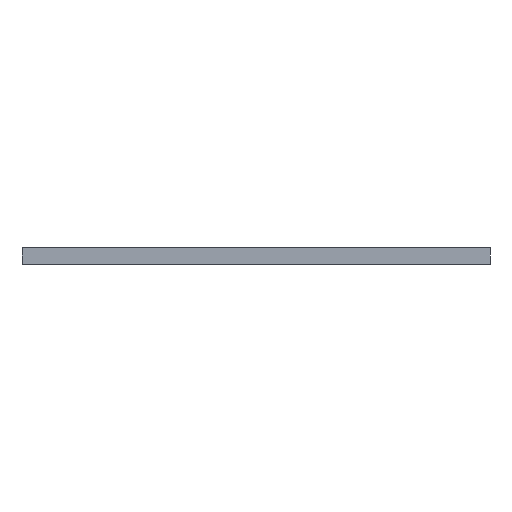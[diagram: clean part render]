
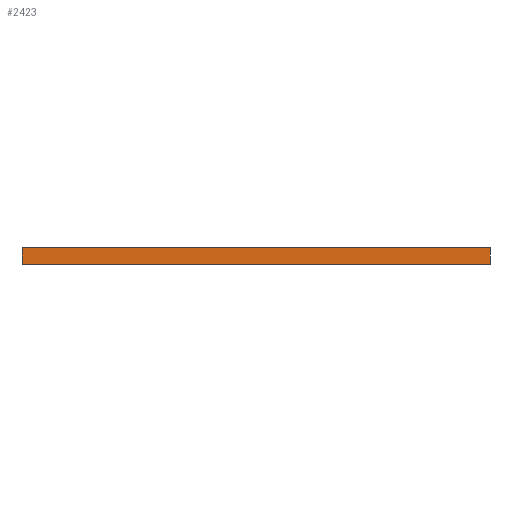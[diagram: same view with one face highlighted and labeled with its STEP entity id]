
A CAD part, left-side view. The second image highlights one B-rep face of the part: STEP entity #2423.
In plain terms, the highlighted planar face has unit normal (-1, 0, 0).
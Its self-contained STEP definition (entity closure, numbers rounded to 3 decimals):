
#176 = VECTOR ( 'NONE', #942, 1000. ) ;
#187 = ORIENTED_EDGE ( 'NONE', *, *, #2056, .F. ) ;
#194 = DIRECTION ( 'NONE',  ( 0., -1., 0. ) ) ;
#220 = FACE_OUTER_BOUND ( 'NONE', #3161, .T. ) ;
#509 = CARTESIAN_POINT ( 'NONE',  ( -92.5, -21.5, 1.5 ) ) ;
#546 = VECTOR ( 'NONE', #609, 1000. ) ;
#549 = DIRECTION ( 'NONE',  ( 0., 0., -1. ) ) ;
#580 = AXIS2_PLACEMENT_3D ( 'NONE', #2267, #2279, #742 ) ;
#609 = DIRECTION ( 'NONE',  ( 0., 0., -1. ) ) ;
#629 = EDGE_CURVE ( 'NONE', #1439, #2840, #855, .T. ) ;
#742 = DIRECTION ( 'NONE',  ( 0., 1., 0. ) ) ;
#855 = LINE ( 'NONE', #2724, #176 ) ;
#874 = LINE ( 'NONE', #2089, #2993 ) ;
#942 = DIRECTION ( 'NONE',  ( 0., -1., 0. ) ) ;
#1086 = EDGE_CURVE ( 'NONE', #2450, #2839, #2974, .T. ) ;
#1439 = VERTEX_POINT ( 'NONE', #2663 ) ;
#1476 = ORIENTED_EDGE ( 'NONE', *, *, #1086, .T. ) ;
#1623 = CARTESIAN_POINT ( 'NONE',  ( -92.5, -21.5, 1.5 ) ) ;
#1734 = CARTESIAN_POINT ( 'NONE',  ( -92.5, -16.5, 0. ) ) ;
#2056 = EDGE_CURVE ( 'NONE', #2840, #2839, #2356, .T. ) ;
#2089 = CARTESIAN_POINT ( 'NONE',  ( -92.5, 21.5, 1.5 ) ) ;
#2267 = CARTESIAN_POINT ( 'NONE',  ( -92.5, -16.5, 1.5 ) ) ;
#2279 = DIRECTION ( 'NONE',  ( 1., 0., 0. ) ) ;
#2307 = CARTESIAN_POINT ( 'NONE',  ( -92.5, -21.5, 0. ) ) ;
#2356 = LINE ( 'NONE', #1623, #546 ) ;
#2376 = VECTOR ( 'NONE', #194, 1000. ) ;
#2423 = ADVANCED_FACE ( 'NONE', ( #220 ), #3289, .F. ) ;
#2450 = VERTEX_POINT ( 'NONE', #3043 ) ;
#2663 = CARTESIAN_POINT ( 'NONE',  ( -92.5, 21.5, 1.5 ) ) ;
#2724 = CARTESIAN_POINT ( 'NONE',  ( -92.5, 16.5, 1.5 ) ) ;
#2839 = VERTEX_POINT ( 'NONE', #2307 ) ;
#2840 = VERTEX_POINT ( 'NONE', #509 ) ;
#2906 = ORIENTED_EDGE ( 'NONE', *, *, #629, .F. ) ;
#2923 = EDGE_CURVE ( 'NONE', #1439, #2450, #874, .T. ) ;
#2974 = LINE ( 'NONE', #1734, #2376 ) ;
#2988 = ORIENTED_EDGE ( 'NONE', *, *, #2923, .T. ) ;
#2993 = VECTOR ( 'NONE', #549, 1000. ) ;
#3043 = CARTESIAN_POINT ( 'NONE',  ( -92.5, 21.5, 0. ) ) ;
#3161 = EDGE_LOOP ( 'NONE', ( #1476, #187, #2906, #2988 ) ) ;
#3289 = PLANE ( 'NONE',  #580 ) ;
